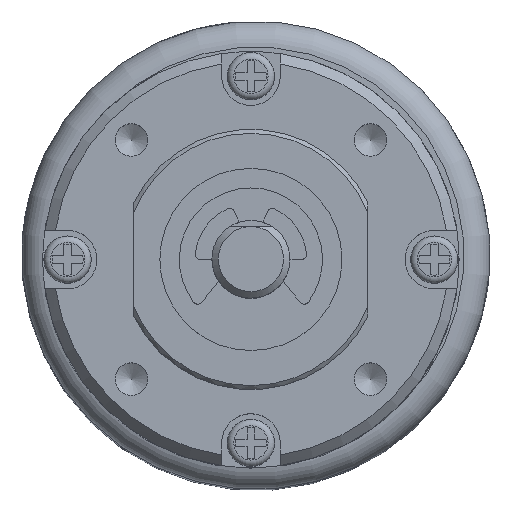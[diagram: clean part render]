
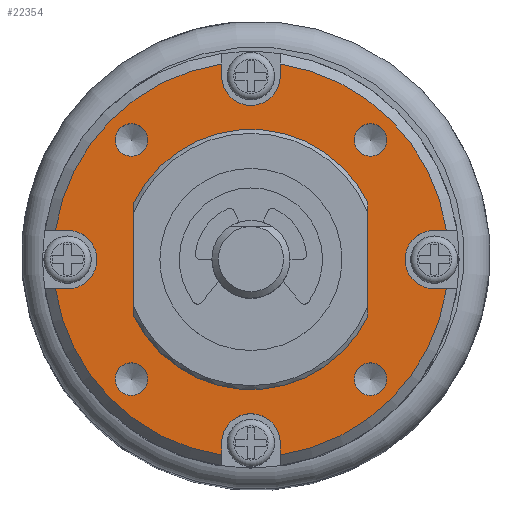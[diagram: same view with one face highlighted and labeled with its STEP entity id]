
A CAD part, top view. The second image highlights one B-rep face of the part: STEP entity #22354.
In plain terms, the highlighted planar face has unit normal (0, 0, 1).
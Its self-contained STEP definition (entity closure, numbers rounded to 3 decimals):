
#2030=CIRCLE('',#24581,10.);
#2035=CIRCLE('',#24592,10.);
#2037=CIRCLE('',#24596,1.25);
#2039=CIRCLE('',#24600,1.25);
#2041=CIRCLE('',#24604,1.25);
#2043=CIRCLE('',#24608,1.25);
#2044=CIRCLE('',#24610,2.25);
#2070=CIRCLE('',#24671,15.2);
#2074=CIRCLE('',#24678,2.25);
#2075=CIRCLE('',#24681,15.2);
#2077=CIRCLE('',#24685,2.25);
#2079=CIRCLE('',#24689,15.2);
#2080=CIRCLE('',#24692,2.25);
#2081=CIRCLE('',#24693,15.2);
#9048=ORIENTED_EDGE('',*,*,#12323,.F.);
#9049=ORIENTED_EDGE('',*,*,#12317,.F.);
#9050=ORIENTED_EDGE('',*,*,#12333,.F.);
#9051=ORIENTED_EDGE('',*,*,#12334,.F.);
#9052=ORIENTED_EDGE('',*,*,#12336,.F.);
#9053=ORIENTED_EDGE('',*,*,#12338,.F.);
#9054=ORIENTED_EDGE('',*,*,#12340,.F.);
#9055=ORIENTED_EDGE('',*,*,#12342,.F.);
#9056=ORIENTED_EDGE('',*,*,#12461,.F.);
#9057=ORIENTED_EDGE('',*,*,#12458,.F.);
#9058=ORIENTED_EDGE('',*,*,#12456,.F.);
#9059=ORIENTED_EDGE('',*,*,#12452,.T.);
#9060=ORIENTED_EDGE('',*,*,#12449,.F.);
#9061=ORIENTED_EDGE('',*,*,#12447,.F.);
#9062=ORIENTED_EDGE('',*,*,#12444,.F.);
#9063=ORIENTED_EDGE('',*,*,#12437,.T.);
#9064=ORIENTED_EDGE('',*,*,#12434,.F.);
#9065=ORIENTED_EDGE('',*,*,#12432,.F.);
#9066=ORIENTED_EDGE('',*,*,#12466,.F.);
#9067=ORIENTED_EDGE('',*,*,#12467,.T.);
#9068=ORIENTED_EDGE('',*,*,#12468,.F.);
#9069=ORIENTED_EDGE('',*,*,#12469,.F.);
#9070=ORIENTED_EDGE('',*,*,#12343,.F.);
#9071=ORIENTED_EDGE('',*,*,#12463,.T.);
#12317=EDGE_CURVE('',#14512,#14513,#2030,.T.);
#12323=EDGE_CURVE('',#14513,#14518,#16023,.T.);
#12333=EDGE_CURVE('',#14523,#14512,#16027,.T.);
#12334=EDGE_CURVE('',#14518,#14523,#2035,.T.);
#12336=EDGE_CURVE('',#14526,#14526,#2037,.T.);
#12338=EDGE_CURVE('',#14529,#14529,#2039,.T.);
#12340=EDGE_CURVE('',#14532,#14532,#2041,.T.);
#12342=EDGE_CURVE('',#14535,#14535,#2043,.T.);
#12343=EDGE_CURVE('',#14536,#14537,#2044,.T.);
#12432=EDGE_CURVE('',#14601,#14602,#16091,.T.);
#12434=EDGE_CURVE('',#14602,#14603,#2070,.T.);
#12437=EDGE_CURVE('',#14605,#14603,#16092,.T.);
#12444=EDGE_CURVE('',#14605,#14610,#2074,.T.);
#12447=EDGE_CURVE('',#14610,#14612,#16099,.T.);
#12449=EDGE_CURVE('',#14612,#14613,#2075,.T.);
#12452=EDGE_CURVE('',#14615,#14613,#16100,.T.);
#12456=EDGE_CURVE('',#14615,#14616,#2077,.T.);
#12458=EDGE_CURVE('',#14616,#14618,#16105,.T.);
#12461=EDGE_CURVE('',#14618,#14620,#2079,.T.);
#12463=EDGE_CURVE('',#14536,#14620,#16106,.T.);
#12466=EDGE_CURVE('',#14622,#14601,#2080,.T.);
#12467=EDGE_CURVE('',#14622,#14623,#16109,.T.);
#12468=EDGE_CURVE('',#14624,#14623,#2081,.T.);
#12469=EDGE_CURVE('',#14537,#14624,#16110,.T.);
#14512=VERTEX_POINT('',#45746);
#14513=VERTEX_POINT('',#45747);
#14518=VERTEX_POINT('',#45762);
#14523=VERTEX_POINT('',#45789);
#14526=VERTEX_POINT('',#45799);
#14529=VERTEX_POINT('',#45806);
#14532=VERTEX_POINT('',#45813);
#14535=VERTEX_POINT('',#45820);
#14536=VERTEX_POINT('',#45823);
#14537=VERTEX_POINT('',#45824);
#14601=VERTEX_POINT('',#46010);
#14602=VERTEX_POINT('',#46012);
#14603=VERTEX_POINT('',#46021);
#14605=VERTEX_POINT('',#46032);
#14610=VERTEX_POINT('',#46046);
#14612=VERTEX_POINT('',#46052);
#14613=VERTEX_POINT('',#46061);
#14615=VERTEX_POINT('',#46072);
#14616=VERTEX_POINT('',#46077);
#14618=VERTEX_POINT('',#46083);
#14620=VERTEX_POINT('',#46094);
#14622=VERTEX_POINT('',#46108);
#14623=VERTEX_POINT('',#46110);
#14624=VERTEX_POINT('',#46112);
#16023=LINE('',#45761,#17491);
#16027=LINE('',#45790,#17495);
#16091=LINE('',#46011,#17559);
#16092=LINE('',#46031,#17560);
#16099=LINE('',#46051,#17567);
#16100=LINE('',#46071,#17568);
#16105=LINE('',#46082,#17573);
#16106=LINE('',#46102,#17574);
#16109=LINE('',#46109,#17577);
#16110=LINE('',#46113,#17578);
#17491=VECTOR('',#30271,1000.);
#17495=VECTOR('',#30289,1000.);
#17559=VECTOR('',#30511,1000.);
#17560=VECTOR('',#30520,1000.);
#17567=VECTOR('',#30539,1000.);
#17568=VECTOR('',#30548,1000.);
#17573=VECTOR('',#30559,1000.);
#17574=VECTOR('',#30568,1000.);
#17577=VECTOR('',#30575,1000.);
#17578=VECTOR('',#30578,1000.);
#19017=EDGE_LOOP('',(#9048,#9049,#9050,#9051));
#19018=EDGE_LOOP('',(#9052));
#19019=EDGE_LOOP('',(#9053));
#19020=EDGE_LOOP('',(#9054));
#19021=EDGE_LOOP('',(#9055));
#19022=EDGE_LOOP('',(#9056,#9057,#9058,#9059,#9060,#9061,#9062,#9063,#9064,
#9065,#9066,#9067,#9068,#9069,#9070,#9071));
#20514=FACE_BOUND('',#19017,.T.);
#20515=FACE_BOUND('',#19018,.T.);
#20516=FACE_BOUND('',#19019,.T.);
#20517=FACE_BOUND('',#19020,.T.);
#20518=FACE_BOUND('',#19021,.T.);
#20519=FACE_BOUND('',#19022,.T.);
#21068=PLANE('',#24691);
#22354=ADVANCED_FACE('',(#20514,#20515,#20516,#20517,#20518,#20519),#21068,
 .F.);
#24581=AXIS2_PLACEMENT_3D('',#45745,#30262,#30263);
#24592=AXIS2_PLACEMENT_3D('',#45792,#30292,#30293);
#24596=AXIS2_PLACEMENT_3D('',#45798,#30300,#30301);
#24600=AXIS2_PLACEMENT_3D('',#45805,#30308,#30309);
#24604=AXIS2_PLACEMENT_3D('',#45812,#30316,#30317);
#24608=AXIS2_PLACEMENT_3D('',#45819,#30324,#30325);
#24610=AXIS2_PLACEMENT_3D('',#45822,#30328,#30329);
#24671=AXIS2_PLACEMENT_3D('',#46020,#30514,#30515);
#24678=AXIS2_PLACEMENT_3D('',#46045,#30533,#30534);
#24681=AXIS2_PLACEMENT_3D('',#46060,#30542,#30543);
#24685=AXIS2_PLACEMENT_3D('',#46078,#30554,#30555);
#24689=AXIS2_PLACEMENT_3D('',#46093,#30564,#30565);
#24691=AXIS2_PLACEMENT_3D('',#46106,#30571,#30572);
#24692=AXIS2_PLACEMENT_3D('',#46107,#30573,#30574);
#24693=AXIS2_PLACEMENT_3D('',#46111,#30576,#30577);
#30262=DIRECTION('',(0.,0.,1.));
#30263=DIRECTION('',(-0.9,-0.436,0.));
#30271=DIRECTION('',(0.,1.,0.));
#30289=DIRECTION('',(0.,-1.,0.));
#30292=DIRECTION('',(0.,0.,1.));
#30293=DIRECTION('',(0.9,0.436,0.));
#30300=DIRECTION('',(0.,0.,1.));
#30301=DIRECTION('',(-1.,0.,0.));
#30308=DIRECTION('',(0.,0.,1.));
#30309=DIRECTION('',(-1.,0.,0.));
#30316=DIRECTION('',(0.,0.,1.));
#30317=DIRECTION('',(-1.,0.,0.));
#30324=DIRECTION('',(0.,0.,1.));
#30325=DIRECTION('',(-1.,0.,0.));
#30328=DIRECTION('',(0.,0.,1.));
#30329=DIRECTION('',(-1.,0.,0.));
#30511=DIRECTION('',(0.,-1.,0.));
#30514=DIRECTION('',(0.,0.,-1.));
#30515=DIRECTION('',(-0.148,-0.989,0.));
#30520=DIRECTION('',(-1.,0.,0.));
#30533=DIRECTION('',(0.,0.,1.));
#30534=DIRECTION('',(1.,0.,0.));
#30539=DIRECTION('',(-1.,0.,0.));
#30542=DIRECTION('',(0.,0.,-1.));
#30543=DIRECTION('',(-0.989,0.148,0.));
#30548=DIRECTION('',(0.,1.,0.));
#30554=DIRECTION('',(0.,0.,1.));
#30555=DIRECTION('',(-1.,0.,0.));
#30559=DIRECTION('',(0.,1.,0.));
#30564=DIRECTION('',(0.,0.,-1.));
#30565=DIRECTION('',(0.148,0.989,0.));
#30568=DIRECTION('',(1.,0.,0.));
#30571=DIRECTION('',(0.,0.,-1.));
#30572=DIRECTION('',(-1.,0.,0.));
#30573=DIRECTION('',(0.,0.,1.));
#30574=DIRECTION('',(1.,0.,0.));
#30575=DIRECTION('',(0.,-1.,0.));
#30576=DIRECTION('',(0.,0.,-1.));
#30577=DIRECTION('',(0.989,-0.148,0.));
#30578=DIRECTION('',(1.,0.,0.));
#45745=CARTESIAN_POINT('',(16.,16.011,-19.3));
#45746=CARTESIAN_POINT('',(7.,11.652,-19.3));
#45747=CARTESIAN_POINT('',(25.,11.652,-19.3));
#45761=CARTESIAN_POINT('',(25.,11.652,-19.3));
#45762=CARTESIAN_POINT('',(25.,20.37,-19.3));
#45789=CARTESIAN_POINT('',(7.,20.37,-19.3));
#45790=CARTESIAN_POINT('',(7.,20.37,-19.3));
#45792=CARTESIAN_POINT('',(16.,16.011,-19.3));
#45798=CARTESIAN_POINT('',(25.192,6.819,-19.3));
#45799=CARTESIAN_POINT('',(23.942,6.819,-19.3));
#45805=CARTESIAN_POINT('',(6.808,6.819,-19.3));
#45806=CARTESIAN_POINT('',(5.558,6.819,-19.3));
#45812=CARTESIAN_POINT('',(25.192,25.203,-19.3));
#45813=CARTESIAN_POINT('',(23.942,25.203,-19.3));
#45819=CARTESIAN_POINT('',(6.808,25.203,-19.3));
#45820=CARTESIAN_POINT('',(5.558,25.203,-19.3));
#45822=CARTESIAN_POINT('',(30.1,16.011,-19.3));
#45823=CARTESIAN_POINT('',(30.1,18.261,-19.3));
#45824=CARTESIAN_POINT('',(30.1,13.761,-19.3));
#46010=CARTESIAN_POINT('',(13.75,1.911,-19.3));
#46011=CARTESIAN_POINT('',(13.75,31.852,-19.3));
#46012=CARTESIAN_POINT('',(13.75,0.978,-19.3));
#46020=CARTESIAN_POINT('',(16.,16.011,-19.3));
#46021=CARTESIAN_POINT('',(0.967,13.761,-19.3));
#46031=CARTESIAN_POINT('',(16.,13.761,-19.3));
#46032=CARTESIAN_POINT('',(1.9,13.761,-19.3));
#46045=CARTESIAN_POINT('',(1.9,16.011,-19.3));
#46046=CARTESIAN_POINT('',(1.9,18.261,-19.3));
#46051=CARTESIAN_POINT('',(31.841,18.261,-19.3));
#46052=CARTESIAN_POINT('',(0.967,18.261,-19.3));
#46060=CARTESIAN_POINT('',(16.,16.011,-19.3));
#46061=CARTESIAN_POINT('',(13.75,31.043,-19.3));
#46071=CARTESIAN_POINT('',(13.75,30.111,-19.3));
#46072=CARTESIAN_POINT('',(13.75,30.111,-19.3));
#46077=CARTESIAN_POINT('',(18.25,30.111,-19.3));
#46078=CARTESIAN_POINT('',(16.,30.111,-19.3));
#46082=CARTESIAN_POINT('',(18.25,0.17,-19.3));
#46083=CARTESIAN_POINT('',(18.25,31.043,-19.3));
#46093=CARTESIAN_POINT('',(16.,16.011,-19.3));
#46094=CARTESIAN_POINT('',(31.033,18.261,-19.3));
#46102=CARTESIAN_POINT('',(30.1,18.261,-19.3));
#46106=CARTESIAN_POINT('',(16.,0.811,-19.3));
#46107=CARTESIAN_POINT('',(16.,1.911,-19.3));
#46108=CARTESIAN_POINT('',(18.25,1.911,-19.3));
#46109=CARTESIAN_POINT('',(18.25,1.911,-19.3));
#46110=CARTESIAN_POINT('',(18.25,0.978,-19.3));
#46111=CARTESIAN_POINT('',(16.,16.011,-19.3));
#46112=CARTESIAN_POINT('',(31.033,13.761,-19.3));
#46113=CARTESIAN_POINT('',(30.1,13.761,-19.3));
